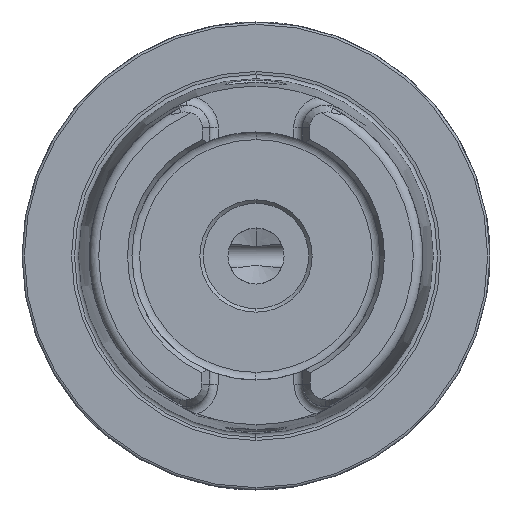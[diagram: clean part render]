
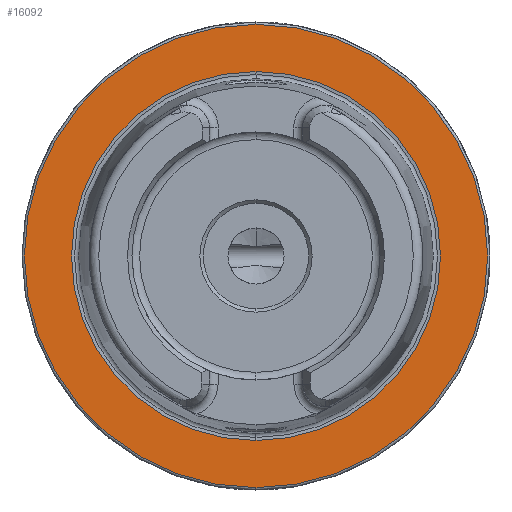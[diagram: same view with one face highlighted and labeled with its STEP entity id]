
A CAD part, left-side view. The second image highlights one B-rep face of the part: STEP entity #16092.
In plain terms, the highlighted planar face has unit normal (-1, 0, 0).
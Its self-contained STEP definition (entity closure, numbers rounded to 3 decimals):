
#189 = EDGE_LOOP ( 'NONE', ( #17060, #10564 ) ) ;
#561 = FACE_OUTER_BOUND ( 'NONE', #17366, .T. ) ;
#570 = CARTESIAN_POINT ( 'NONE',  ( 0., 0., 39.414 ) ) ;
#709 = DIRECTION ( 'NONE',  ( -1., 0., 0. ) ) ;
#1262 = AXIS2_PLACEMENT_3D ( 'NONE', #5458, #18128, #7437 ) ;
#2912 = DIRECTION ( 'NONE',  ( -1., 0., 0. ) ) ;
#4237 = EDGE_CURVE ( 'NONE', #11065, #10650, #19968, .T. ) ;
#4825 = AXIS2_PLACEMENT_3D ( 'NONE', #22359, #709, #7791 ) ;
#5458 = CARTESIAN_POINT ( 'NONE',  ( 0., 0., 0. ) ) ;
#6262 = ORIENTED_EDGE ( 'NONE', *, *, #19217, .T. ) ;
#6278 = CARTESIAN_POINT ( 'NONE',  ( 0., 49.5, 0. ) ) ;
#7370 = CIRCLE ( 'NONE', #9573, 49.5 ) ;
#7437 = DIRECTION ( 'NONE',  ( 0., 0., 1. ) ) ;
#7791 = DIRECTION ( 'NONE',  ( 0., 0., 1. ) ) ;
#8181 = CARTESIAN_POINT ( 'NONE',  ( 0., 0., 0. ) ) ;
#8587 = ORIENTED_EDGE ( 'NONE', *, *, #15329, .T. ) ;
#9573 = AXIS2_PLACEMENT_3D ( 'NONE', #12833, #21723, #14162 ) ;
#10000 = CARTESIAN_POINT ( 'NONE',  ( 0., 0., -39.414 ) ) ;
#10344 = PLANE ( 'NONE',  #20427 ) ;
#10541 = VERTEX_POINT ( 'NONE', #17756 ) ;
#10564 = ORIENTED_EDGE ( 'NONE', *, *, #4237, .F. ) ;
#10650 = VERTEX_POINT ( 'NONE', #570 ) ;
#11065 = VERTEX_POINT ( 'NONE', #10000 ) ;
#11563 = CIRCLE ( 'NONE', #1262, 49.5 ) ;
#11969 = EDGE_CURVE ( 'NONE', #10650, #11065, #12400, .T. ) ;
#12249 = VERTEX_POINT ( 'NONE', #21635 ) ;
#12400 = CIRCLE ( 'NONE', #18222, 39.414 ) ;
#12833 = CARTESIAN_POINT ( 'NONE',  ( 0., 0., 0. ) ) ;
#13993 = DIRECTION ( 'NONE',  ( 0., 0., -1. ) ) ;
#14162 = DIRECTION ( 'NONE',  ( 0., 0., 1. ) ) ;
#15329 = EDGE_CURVE ( 'NONE', #10541, #12249, #11563, .T. ) ;
#15436 = DIRECTION ( 'NONE',  ( 0., 0., 1. ) ) ;
#16092 = ADVANCED_FACE ( 'NONE', ( #18319, #561 ), #10344, .F. ) ;
#17060 = ORIENTED_EDGE ( 'NONE', *, *, #11969, .F. ) ;
#17366 = EDGE_LOOP ( 'NONE', ( #8587, #6262 ) ) ;
#17756 = CARTESIAN_POINT ( 'NONE',  ( 0., 0., 49.5 ) ) ;
#18128 = DIRECTION ( 'NONE',  ( -1., 0., 0. ) ) ;
#18222 = AXIS2_PLACEMENT_3D ( 'NONE', #8181, #2912, #15436 ) ;
#18319 = FACE_BOUND ( 'NONE', #189, .T. ) ;
#19217 = EDGE_CURVE ( 'NONE', #12249, #10541, #7370, .T. ) ;
#19968 = CIRCLE ( 'NONE', #4825, 39.414 ) ;
#20427 = AXIS2_PLACEMENT_3D ( 'NONE', #6278, #22998, #13993 ) ;
#21635 = CARTESIAN_POINT ( 'NONE',  ( 0., 0., -49.5 ) ) ;
#21723 = DIRECTION ( 'NONE',  ( -1., 0., 0. ) ) ;
#22359 = CARTESIAN_POINT ( 'NONE',  ( 0., 0., 0. ) ) ;
#22998 = DIRECTION ( 'NONE',  ( 1., 0., 0. ) ) ;
